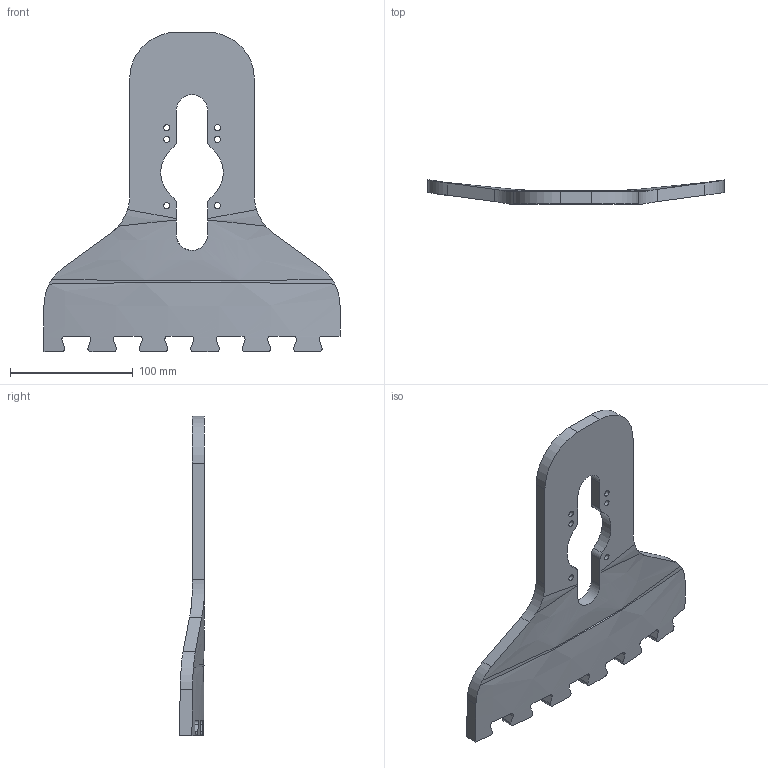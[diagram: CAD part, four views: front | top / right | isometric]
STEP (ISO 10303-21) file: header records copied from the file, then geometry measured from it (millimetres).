
FILE_DESCRIPTION(/* description */ (''),/* implementation_level */ '2;1');
FILE_NAME(/* name */ 'nose.stp',/* time_stamp */ '2024-08-09T01:57:06-07:00',/* author */ ('devan'),/* organization */ (''),/* preprocessor_version */ 'ST-DEVELOPER v20',/* originating_system */ 'Autodesk Inventor 2024',/* authorisation */ '');
FILE_SCHEMA (('AUTOMOTIVE_DESIGN { 1 0 10303 214 3 1 1 }'));
Length unit declared in the file: inch
Products named in the file (1): 36
Bounding box: 241.3 x 20.15 x 260.35 mm (x, y, z)
Volume: 318161.1 mm3; surface area: 77957.3 mm2
Topology: 1 solids, 1 shells, 88 faces, 268 edges, 180 vertices
Faces by surface type: cylinder 42, plane 36, bspline 8, torus 2
Full cylindrical faces by diameter (mm): 5 x6
Entity records: 4246 total; most frequent: CARTESIAN_POINT 2024, ORIENTED_EDGE 536, DIRECTION 332, EDGE_CURVE 268, VERTEX_POINT 180, B_SPLINE_CURVE_WITH_KNOTS 136, AXIS2_PLACEMENT_3D 119, EDGE_LOOP 100
